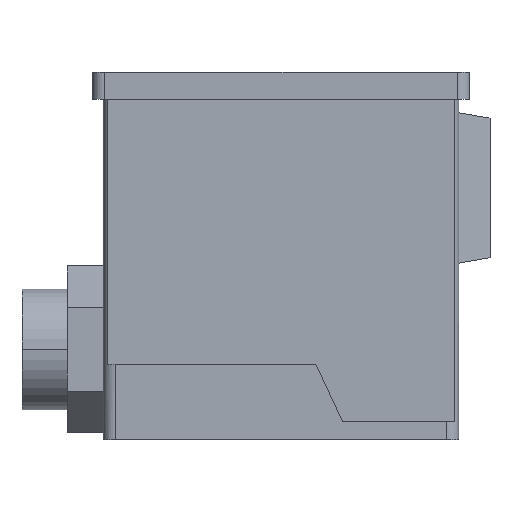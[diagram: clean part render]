
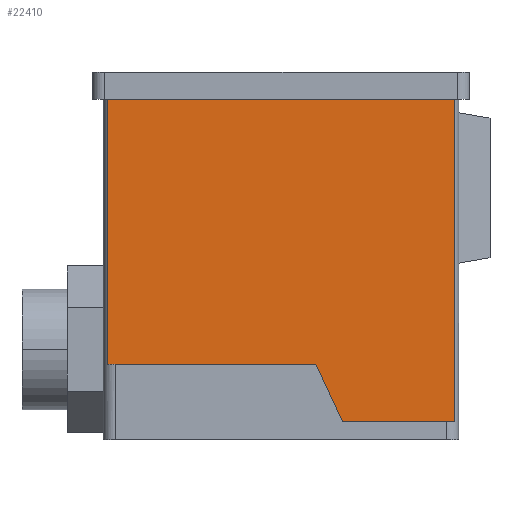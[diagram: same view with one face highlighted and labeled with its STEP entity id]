
A CAD part, left-side view. The second image highlights one B-rep face of the part: STEP entity #22410.
In plain terms, the highlighted face is planar.
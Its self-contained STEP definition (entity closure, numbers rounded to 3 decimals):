
#110=CARTESIAN_POINT('',(-8.331,34.803,4.5));
#120=VERTEX_POINT('',#110);
#640=CARTESIAN_POINT('',(49.315,34.803,4.5));
#650=VERTEX_POINT('',#640);
#680=CARTESIAN_POINT('',(-15.,34.803,4.5));
#690=DIRECTION('',(1.,0.,0.));
#700=VECTOR('',#690,1.);
#710=LINE('',#680,#700);
#720=EDGE_CURVE('',#120,#650,#710,.T.);
#9040=CARTESIAN_POINT('',(-8.331,34.803,12.));
#9050=DIRECTION('',(0.,0.,1.));
#9060=VECTOR('',#9050,1.);
#9070=LINE('',#9040,#9060);
#9080=CARTESIAN_POINT('',(-8.331,34.803,48.5));
#9090=VERTEX_POINT('',#9080);
#9100=EDGE_CURVE('',#120,#9090,#9070,.T.);
#13560=CARTESIAN_POINT('',(26.292,34.803,48.5));
#13570=VERTEX_POINT('',#13560);
#13690=CARTESIAN_POINT('',(-15.,34.803,48.5));
#13700=DIRECTION('',(-1.,0.,0.));
#13710=VECTOR('',#13700,1.);
#13720=LINE('',#13690,#13710);
#13730=EDGE_CURVE('',#13570,#9090,#13720,.T.);
#21390=CARTESIAN_POINT('',(30.722,34.803,58.));
#21400=VERTEX_POINT('',#21390);
#21430=CARTESIAN_POINT('',(20.516,34.803,58.));
#21440=DIRECTION('',(1.,0.,0.));
#21450=VECTOR('',#21440,1.);
#21460=LINE('',#21430,#21450);
#21470=CARTESIAN_POINT('',(49.315,34.803,58.));
#21480=VERTEX_POINT('',#21470);
#21490=EDGE_CURVE('',#21400,#21480,#21460,.T.);
#22050=CARTESIAN_POINT('',(26.292,34.803,48.5));
#22060=DIRECTION('',(0.423,0.,0.906));
#22070=VECTOR('',#22060,1.);
#22080=LINE('',#22050,#22070);
#22090=EDGE_CURVE('',#13570,#21400,#22080,.T.);
#22230=CARTESIAN_POINT('',(-4.93,34.803,43.242)
);
#22240=DIRECTION('',(-0.,1.,0.));
#22250=DIRECTION('',(1.,0.,0.));
#22260=AXIS2_PLACEMENT_3D('',#22230,#22240,#22250);
#22270=PLANE('',#22260);
#22280=ORIENTED_EDGE('',*,*,#9100,.T.);
#22290=ORIENTED_EDGE('',*,*,#720,.F.);
#22300=CARTESIAN_POINT('',(49.315,34.803,12.));
#22310=DIRECTION('',(0.,0.,1.));
#22320=VECTOR('',#22310,1.);
#22330=LINE('',#22300,#22320);
#22340=EDGE_CURVE('',#650,#21480,#22330,.T.);
#22350=ORIENTED_EDGE('',*,*,#22340,.F.);
#22360=ORIENTED_EDGE('',*,*,#21490,.T.);
#22370=ORIENTED_EDGE('',*,*,#22090,.T.);
#22380=ORIENTED_EDGE('',*,*,#13730,.F.);
#22390=EDGE_LOOP('',(#22380,#22370,#22360,#22350,#22290,#22280));
#22400=FACE_OUTER_BOUND('',#22390,.T.);
#22410=ADVANCED_FACE('',(#22400),#22270,.T.);
